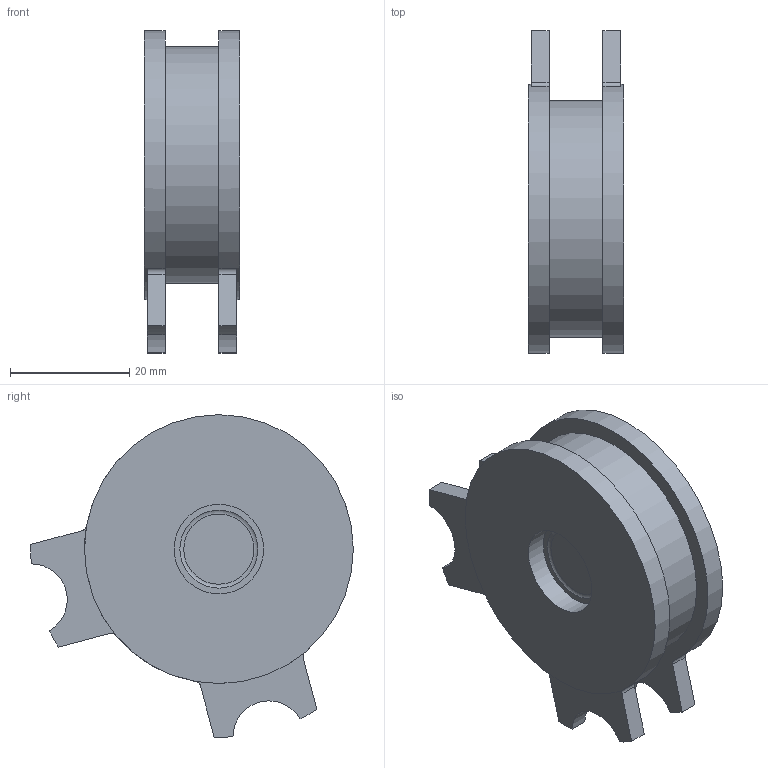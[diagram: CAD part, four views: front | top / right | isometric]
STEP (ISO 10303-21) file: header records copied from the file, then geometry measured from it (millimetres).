
FILE_DESCRIPTION(/* description */ ('Unknown'),/* implementation_level */ '2;1');
FILE_NAME(/* name */ 'WA-001-DN15',/* time_stamp */ '2024-07-23T08:54:05+08:00',/* author */ ('Unknown'),/* organization */ ('Unknown'),/* preprocessor_version */ 'ST-DEVELOPER v16.7',/* originating_system */ 'DEX',/* authorisation */ $);
FILE_SCHEMA (('AUTOMOTIVE_DESIGN {1 0 10303 214 3 1 1}'));
Length unit declared in the file: millimetre
Products named in the file (2): WA-001-DN15
Assembly tree (1 placements, depth 2):
  WA-001-DN15
    WA-001-DN15
Bounding box: 16 x 54 x 54 mm (x, y, z)
Volume: 12368.3 mm3; surface area: 10987.9 mm2
Topology: 1 solids, 1 shells, 86 faces, 230 edges, 154 vertices
Faces by surface type: plane 43, cylinder 34, torus 5, bspline 2, cone 2
Full cylindrical faces by diameter (mm): 5.388 x1, 8.842 x1, 15 x1, 21.707 x1, 35.161 x1, 39.643 x1, 45 x2
Entity records: 4213 total; most frequent: CARTESIAN_POINT 2009, DIRECTION 471, ORIENTED_EDGE 426, EDGE_CURVE 213, AXIS2_PLACEMENT_3D 186, VERTEX_POINT 149, EDGE_LOOP 114, FACE_BOUND 114
